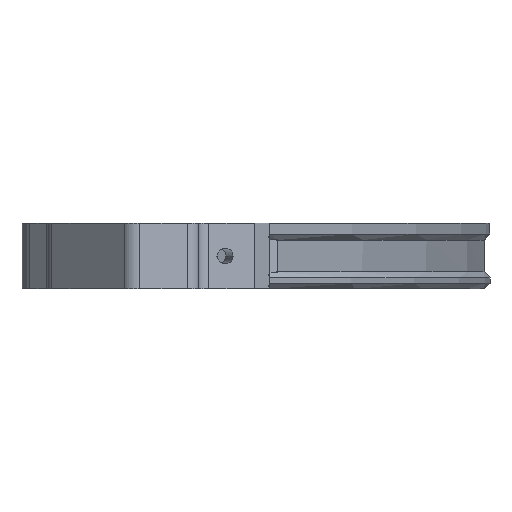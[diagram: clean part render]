
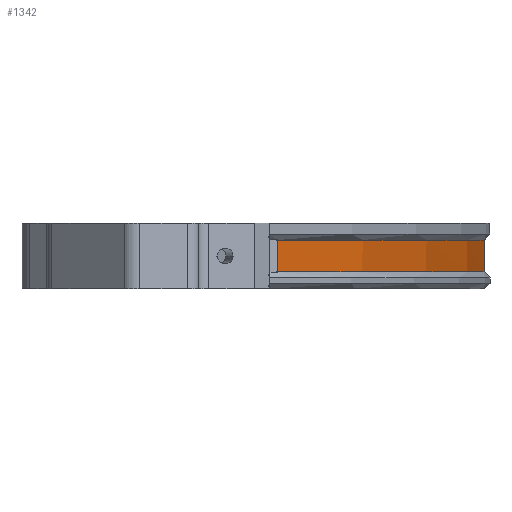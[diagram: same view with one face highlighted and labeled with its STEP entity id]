
A CAD part, front view. The second image highlights one B-rep face of the part: STEP entity #1342.
In plain terms, the highlighted cylindrical face has radius 178.9 mm (diameter 357.8 mm), a partial arc.
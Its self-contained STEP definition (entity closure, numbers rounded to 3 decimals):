
#29 = VECTOR ( 'NONE', #659, 1000. ) ;
#108 = EDGE_CURVE ( 'NONE', #1321, #3796, #2908, .T. ) ;
#269 = AXIS2_PLACEMENT_3D ( 'NONE', #1516, #2910, #3231 ) ;
#298 = EDGE_CURVE ( 'NONE', #364, #959, #941, .T. ) ;
#337 = VERTEX_POINT ( 'NONE', #1419 ) ;
#364 = VERTEX_POINT ( 'NONE', #2953 ) ;
#637 = EDGE_CURVE ( 'NONE', #364, #1321, #2665, .T. ) ;
#659 = DIRECTION ( 'NONE',  ( 0., 0., 1. ) ) ;
#737 = ORIENTED_EDGE ( 'NONE', *, *, #108, .T. ) ;
#771 = DIRECTION ( 'NONE',  ( 0., 1., 0. ) ) ;
#785 = CARTESIAN_POINT ( 'NONE',  ( -131.546, 138.764, -3.584 ) ) ;
#791 = AXIS2_PLACEMENT_3D ( 'NONE', #4078, #855, #1633 ) ;
#806 = LINE ( 'NONE', #785, #822 ) ;
#822 = VECTOR ( 'NONE', #2246, 1000. ) ;
#855 = DIRECTION ( 'NONE',  ( 0., 0., 1. ) ) ;
#864 = AXIS2_PLACEMENT_3D ( 'NONE', #2943, #4295, #771 ) ;
#941 = CIRCLE ( 'NONE', #269, 178.9 ) ;
#959 = VERTEX_POINT ( 'NONE', #2088 ) ;
#1002 = VERTEX_POINT ( 'NONE', #3308 ) ;
#1104 = EDGE_CURVE ( 'NONE', #1002, #959, #806, .T. ) ;
#1196 = ORIENTED_EDGE ( 'NONE', *, *, #298, .F. ) ;
#1303 = EDGE_LOOP ( 'NONE', ( #737, #1895, #3753, #2315, #1196, #2369 ) ) ;
#1321 = VERTEX_POINT ( 'NONE', #3539 ) ;
#1342 = ADVANCED_FACE ( 'NONE', ( #2506 ), #4566, .T. ) ;
#1372 = CARTESIAN_POINT ( 'NONE',  ( -109.259, 118.601, -3.584 ) ) ;
#1419 = CARTESIAN_POINT ( 'NONE',  ( -109.259, 118.601, 1.416 ) ) ;
#1516 = CARTESIAN_POINT ( 'NONE',  ( -240., -3.513, 4.316 ) ) ;
#1633 = DIRECTION ( 'NONE',  ( 0., 1., 0. ) ) ;
#1772 = DIRECTION ( 'NONE',  ( 0., 0., -1. ) ) ;
#1895 = ORIENTED_EDGE ( 'NONE', *, *, #4153, .T. ) ;
#2088 = CARTESIAN_POINT ( 'NONE',  ( -131.546, 138.764, 4.316 ) ) ;
#2246 = DIRECTION ( 'NONE',  ( 0., 0., 1. ) ) ;
#2256 = AXIS2_PLACEMENT_3D ( 'NONE', #2458, #1772, #3211 ) ;
#2315 = ORIENTED_EDGE ( 'NONE', *, *, #1104, .T. ) ;
#2369 = ORIENTED_EDGE ( 'NONE', *, *, #637, .T. ) ;
#2458 = CARTESIAN_POINT ( 'NONE',  ( -240., -3.513, -3.584 ) ) ;
#2506 = FACE_OUTER_BOUND ( 'NONE', #1303, .T. ) ;
#2665 = LINE ( 'NONE', #3968, #3589 ) ;
#2833 = LINE ( 'NONE', #1372, #29 ) ;
#2908 = CIRCLE ( 'NONE', #791, 178.9 ) ;
#2910 = DIRECTION ( 'NONE',  ( 0., 0., 1. ) ) ;
#2943 = CARTESIAN_POINT ( 'NONE',  ( -240., -3.513, 1.416 ) ) ;
#2953 = CARTESIAN_POINT ( 'NONE',  ( -98.823, -113.396, 4.316 ) ) ;
#2983 = EDGE_CURVE ( 'NONE', #1002, #337, #4170, .T. ) ;
#3211 = DIRECTION ( 'NONE',  ( 0., 1., 0. ) ) ;
#3216 = DIRECTION ( 'NONE',  ( 0., 0., -1. ) ) ;
#3231 = DIRECTION ( 'NONE',  ( 0., 1., 0. ) ) ;
#3308 = CARTESIAN_POINT ( 'NONE',  ( -131.546, 138.764, 1.416 ) ) ;
#3539 = CARTESIAN_POINT ( 'NONE',  ( -98.823, -113.396, -1.484 ) ) ;
#3589 = VECTOR ( 'NONE', #3216, 1000. ) ;
#3753 = ORIENTED_EDGE ( 'NONE', *, *, #2983, .F. ) ;
#3796 = VERTEX_POINT ( 'NONE', #4242 ) ;
#3968 = CARTESIAN_POINT ( 'NONE',  ( -98.823, -113.396, 4.366 ) ) ;
#4078 = CARTESIAN_POINT ( 'NONE',  ( -240., -3.513, -1.484 ) ) ;
#4153 = EDGE_CURVE ( 'NONE', #3796, #337, #2833, .T. ) ;
#4170 = CIRCLE ( 'NONE', #864, 178.9 ) ;
#4242 = CARTESIAN_POINT ( 'NONE',  ( -109.259, 118.601, -1.484 ) ) ;
#4295 = DIRECTION ( 'NONE',  ( 0., 0., -1. ) ) ;
#4566 = CYLINDRICAL_SURFACE ( 'NONE', #2256, 178.9 ) ;
